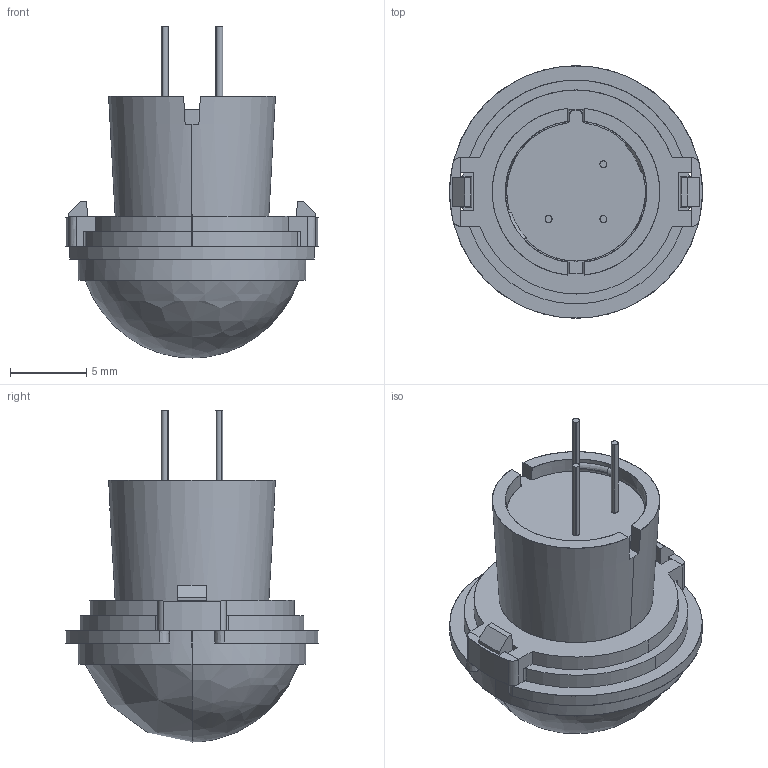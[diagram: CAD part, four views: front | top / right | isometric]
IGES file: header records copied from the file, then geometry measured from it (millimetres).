
Start section: SolidWorks IGES file using analytic representation for surfaces
Global section: file name: EKM_Ultra slight motion detection type.IGS; native system: SolidWorks 2018; preprocessor: SolidWorks 2018; author: 9050563; date: 200206.102526; units: millimetre
Bounding box: 16.6 x 16.6 x 21.8 mm (x, y, z)
Surface area: 1630.8 mm2 (no closed solid volume)
Topology: 0 solids, 0 shells, 209 faces, 1780 edges, 1778 vertices
Faces by surface type: bspline 144, revolution 65
